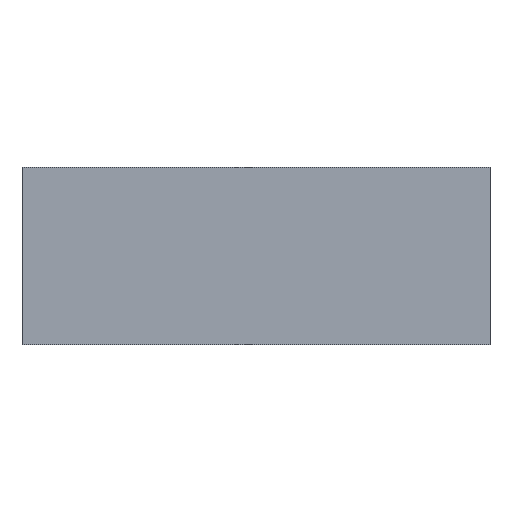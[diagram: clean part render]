
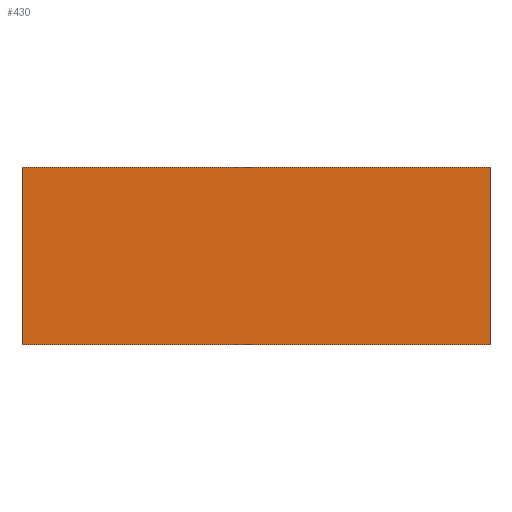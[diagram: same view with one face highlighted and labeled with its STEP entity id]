
A CAD part, front view. The second image highlights one B-rep face of the part: STEP entity #430.
In plain terms, the highlighted planar face has unit normal (0, -1, 0).
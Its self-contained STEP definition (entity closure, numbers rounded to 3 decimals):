
#22 = CARTESIAN_POINT ( 'NONE',  ( 8.55, 0., -3.25 ) ) ;
#33 = CARTESIAN_POINT ( 'NONE',  ( 0., 0., 0. ) ) ;
#50 = LINE ( 'NONE', #140, #421 ) ;
#62 = CARTESIAN_POINT ( 'NONE',  ( 0., 0., -3.25 ) ) ;
#84 = DIRECTION ( 'NONE',  ( 0., 0., 1. ) ) ;
#104 = DIRECTION ( 'NONE',  ( 0., 1., 0. ) ) ;
#111 = DIRECTION ( 'NONE',  ( 0., 0., -1. ) ) ;
#122 = EDGE_CURVE ( 'NONE', #236, #396, #146, .T. ) ;
#130 = CARTESIAN_POINT ( 'NONE',  ( 0., 0., 0. ) ) ;
#131 = CARTESIAN_POINT ( 'NONE',  ( 8.55, 0., 0. ) ) ;
#140 = CARTESIAN_POINT ( 'NONE',  ( 8.55, 0., -3.25 ) ) ;
#141 = DIRECTION ( 'NONE',  ( -1., 0., 0. ) ) ;
#144 = ORIENTED_EDGE ( 'NONE', *, *, #365, .F. ) ;
#146 = LINE ( 'NONE', #367, #303 ) ;
#159 = VERTEX_POINT ( 'NONE', #277 ) ;
#165 = LINE ( 'NONE', #130, #344 ) ;
#168 = FACE_OUTER_BOUND ( 'NONE', #360, .T. ) ;
#183 = EDGE_CURVE ( 'NONE', #159, #236, #165, .T. ) ;
#186 = DIRECTION ( 'NONE',  ( 0., 0., 1. ) ) ;
#211 = DIRECTION ( 'NONE',  ( 1., 0., 0. ) ) ;
#233 = ORIENTED_EDGE ( 'NONE', *, *, #183, .F. ) ;
#236 = VERTEX_POINT ( 'NONE', #131 ) ;
#261 = ORIENTED_EDGE ( 'NONE', *, *, #439, .F. ) ;
#277 = CARTESIAN_POINT ( 'NONE',  ( 0., 0., 0. ) ) ;
#303 = VECTOR ( 'NONE', #111, 1000. ) ;
#311 = VECTOR ( 'NONE', #84, 1000. ) ;
#312 = AXIS2_PLACEMENT_3D ( 'NONE', #33, #104, #186 ) ;
#318 = LINE ( 'NONE', #62, #311 ) ;
#344 = VECTOR ( 'NONE', #211, 1000. ) ;
#352 = ORIENTED_EDGE ( 'NONE', *, *, #122, .F. ) ;
#360 = EDGE_LOOP ( 'NONE', ( #261, #352, #233, #144 ) ) ;
#365 = EDGE_CURVE ( 'NONE', #455, #159, #318, .T. ) ;
#367 = CARTESIAN_POINT ( 'NONE',  ( 8.55, 0., 0. ) ) ;
#375 = PLANE ( 'NONE',  #312 ) ;
#396 = VERTEX_POINT ( 'NONE', #22 ) ;
#421 = VECTOR ( 'NONE', #141, 1000. ) ;
#430 = ADVANCED_FACE ( 'NONE', ( #168 ), #375, .F. ) ;
#434 = CARTESIAN_POINT ( 'NONE',  ( 0., 0., -3.25 ) ) ;
#439 = EDGE_CURVE ( 'NONE', #396, #455, #50, .T. ) ;
#455 = VERTEX_POINT ( 'NONE', #434 ) ;
